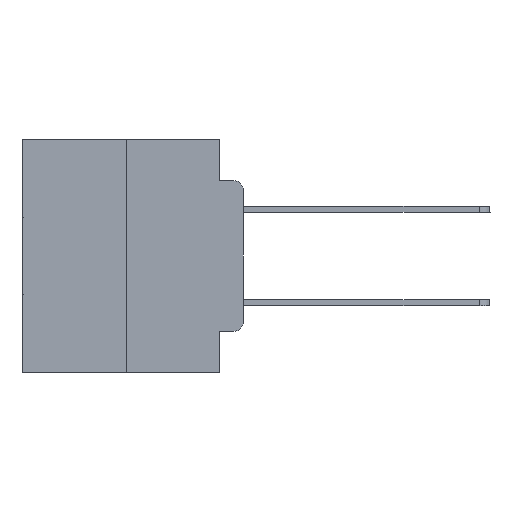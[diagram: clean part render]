
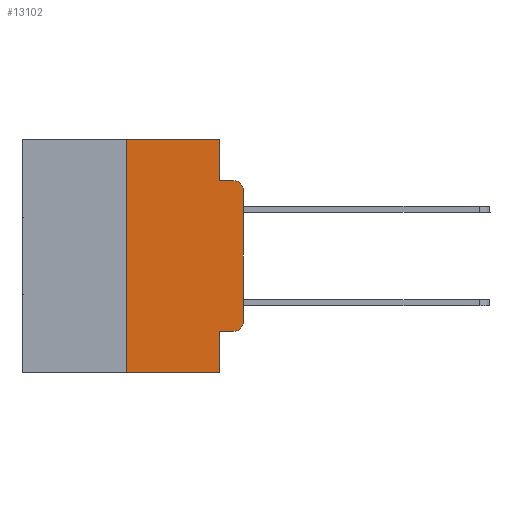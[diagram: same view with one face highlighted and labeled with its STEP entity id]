
A CAD part, left-side view. The second image highlights one B-rep face of the part: STEP entity #13102.
In plain terms, the highlighted planar face has unit normal (-1, 0, 0).
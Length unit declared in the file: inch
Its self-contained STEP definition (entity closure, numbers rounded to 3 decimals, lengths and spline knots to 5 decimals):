
#79 = DIRECTION ( 'NONE',  ( 0., 0., -1. ) ) ;
#102 = CARTESIAN_POINT ( 'NONE',  ( 0., 0.473, 0. ) ) ;
#177 = EDGE_CURVE ( 'NONE', #21727, #16801, #4907, .T. ) ;
#477 = VECTOR ( 'NONE', #18569, 39.37008 ) ;
#645 = VECTOR ( 'NONE', #1206, 39.37008 ) ;
#1206 = DIRECTION ( 'NONE',  ( 0., -1., 0. ) ) ;
#1220 = ORIENTED_EDGE ( 'NONE', *, *, #6703, .F. ) ;
#2151 = DIRECTION ( 'NONE',  ( 1., 0., 0. ) ) ;
#2641 = LINE ( 'NONE', #24576, #12624 ) ;
#2886 = CIRCLE ( 'NONE', #25314, 0.02 ) ;
#3529 = ORIENTED_EDGE ( 'NONE', *, *, #28187, .F. ) ;
#4440 = ORIENTED_EDGE ( 'NONE', *, *, #11658, .T. ) ;
#4575 = AXIS2_PLACEMENT_3D ( 'NONE', #9691, #27518, #11609 ) ;
#4659 = AXIS2_PLACEMENT_3D ( 'NONE', #26838, #2151, #79 ) ;
#4907 = LINE ( 'NONE', #102, #22036 ) ;
#5103 = DIRECTION ( 'NONE',  ( 0., 0., 1. ) ) ;
#6703 = EDGE_CURVE ( 'NONE', #16801, #12813, #2641, .T. ) ;
#7180 = VECTOR ( 'NONE', #19673, 39.37008 ) ;
#7636 = EDGE_CURVE ( 'NONE', #15567, #26422, #15834, .T. ) ;
#7707 = VERTEX_POINT ( 'NONE', #23143 ) ;
#8066 = ORIENTED_EDGE ( 'NONE', *, *, #27296, .T. ) ;
#9240 = DIRECTION ( 'NONE',  ( 0., -1., 0. ) ) ;
#9577 = CARTESIAN_POINT ( 'NONE',  ( 0., 0.051, -0.5 ) ) ;
#9654 = CARTESIAN_POINT ( 'NONE',  ( 0., 0.051, 0. ) ) ;
#9691 = CARTESIAN_POINT ( 'NONE',  ( 0., 0.02, -0.3915 ) ) ;
#9843 = FACE_OUTER_BOUND ( 'NONE', #19431, .T. ) ;
#10780 = CARTESIAN_POINT ( 'NONE',  ( 0., 0.051, -0.0885 ) ) ;
#11213 = DIRECTION ( 'NONE',  ( -1., 0., 0. ) ) ;
#11240 = VERTEX_POINT ( 'NONE', #9577 ) ;
#11284 = LINE ( 'NONE', #24867, #16736 ) ;
#11609 = DIRECTION ( 'NONE',  ( 0., 0., -1. ) ) ;
#11658 = EDGE_CURVE ( 'NONE', #26422, #20197, #17178, .T. ) ;
#11721 = DIRECTION ( 'NONE',  ( 0., 0., -1. ) ) ;
#12185 = EDGE_CURVE ( 'NONE', #20197, #24854, #11284, .T. ) ;
#12516 = VERTEX_POINT ( 'NONE', #24392 ) ;
#12624 = VECTOR ( 'NONE', #11721, 39.37008 ) ;
#12630 = ORIENTED_EDGE ( 'NONE', *, *, #18374, .F. ) ;
#12813 = VERTEX_POINT ( 'NONE', #10780 ) ;
#13102 = ADVANCED_FACE ( 'NONE', ( #9843 ), #26550, .F. ) ;
#13656 = ORIENTED_EDGE ( 'NONE', *, *, #7636, .T. ) ;
#13862 = CARTESIAN_POINT ( 'NONE',  ( 0., 0., -0.3915 ) ) ;
#13930 = LINE ( 'NONE', #22828, #28574 ) ;
#14646 = CARTESIAN_POINT ( 'NONE',  ( 0., 0., -0.1085 ) ) ;
#15567 = VERTEX_POINT ( 'NONE', #27266 ) ;
#15834 = LINE ( 'NONE', #23289, #645 ) ;
#16578 = ORIENTED_EDGE ( 'NONE', *, *, #12185, .T. ) ;
#16736 = VECTOR ( 'NONE', #5103, 39.37008 ) ;
#16801 = VERTEX_POINT ( 'NONE', #27165 ) ;
#17178 = CIRCLE ( 'NONE', #4575, 0.02 ) ;
#18237 = DIRECTION ( 'NONE',  ( 0., -1., 0. ) ) ;
#18374 = EDGE_CURVE ( 'NONE', #7707, #21727, #24220, .T. ) ;
#18569 = DIRECTION ( 'NONE',  ( 0., 0., -1. ) ) ;
#18920 = EDGE_CURVE ( 'NONE', #7707, #11240, #23901, .T. ) ;
#19431 = EDGE_LOOP ( 'NONE', ( #16578, #8066, #3529, #1220, #22966, #12630, #27064, #25086, #13656, #4440 ) ) ;
#19673 = DIRECTION ( 'NONE',  ( 0., -1., 0. ) ) ;
#20136 = DIRECTION ( 'NONE',  ( 0., 0., -1. ) ) ;
#20197 = VERTEX_POINT ( 'NONE', #13862 ) ;
#20776 = LINE ( 'NONE', #9654, #477 ) ;
#21162 = CARTESIAN_POINT ( 'NONE',  ( 0., 0.25, 0. ) ) ;
#21727 = VERTEX_POINT ( 'NONE', #21162 ) ;
#22036 = VECTOR ( 'NONE', #18237, 39.37008 ) ;
#22308 = CARTESIAN_POINT ( 'NONE',  ( 0., 0.02, -0.1085 ) ) ;
#22828 = CARTESIAN_POINT ( 'NONE',  ( 0., 0.051, -0.0885 ) ) ;
#22966 = ORIENTED_EDGE ( 'NONE', *, *, #177, .F. ) ;
#23143 = CARTESIAN_POINT ( 'NONE',  ( 0., 0.25, -0.5 ) ) ;
#23289 = CARTESIAN_POINT ( 'NONE',  ( 0., 0.051, -0.4115 ) ) ;
#23901 = LINE ( 'NONE', #28291, #7180 ) ;
#24036 = CARTESIAN_POINT ( 'NONE',  ( 0., 0.02, -0.4115 ) ) ;
#24220 = LINE ( 'NONE', #28022, #24455 ) ;
#24392 = CARTESIAN_POINT ( 'NONE',  ( 0., 0.02, -0.0885 ) ) ;
#24455 = VECTOR ( 'NONE', #26276, 39.37008 ) ;
#24576 = CARTESIAN_POINT ( 'NONE',  ( 0., 0.051, 0. ) ) ;
#24854 = VERTEX_POINT ( 'NONE', #14646 ) ;
#24867 = CARTESIAN_POINT ( 'NONE',  ( 0., 0., 0. ) ) ;
#25086 = ORIENTED_EDGE ( 'NONE', *, *, #25236, .F. ) ;
#25236 = EDGE_CURVE ( 'NONE', #15567, #11240, #20776, .T. ) ;
#25314 = AXIS2_PLACEMENT_3D ( 'NONE', #22308, #11213, #20136 ) ;
#26276 = DIRECTION ( 'NONE',  ( 0., 0., 1. ) ) ;
#26422 = VERTEX_POINT ( 'NONE', #24036 ) ;
#26550 = PLANE ( 'NONE',  #4659 ) ;
#26838 = CARTESIAN_POINT ( 'NONE',  ( 0., 0.473, 0. ) ) ;
#27064 = ORIENTED_EDGE ( 'NONE', *, *, #18920, .T. ) ;
#27165 = CARTESIAN_POINT ( 'NONE',  ( 0., 0.051, 0. ) ) ;
#27266 = CARTESIAN_POINT ( 'NONE',  ( 0., 0.051, -0.4115 ) ) ;
#27296 = EDGE_CURVE ( 'NONE', #24854, #12516, #2886, .T. ) ;
#27518 = DIRECTION ( 'NONE',  ( -1., 0., 0. ) ) ;
#28022 = CARTESIAN_POINT ( 'NONE',  ( 0., 0.25, 0. ) ) ;
#28187 = EDGE_CURVE ( 'NONE', #12813, #12516, #13930, .T. ) ;
#28291 = CARTESIAN_POINT ( 'NONE',  ( 0., 0.473, -0.5 ) ) ;
#28574 = VECTOR ( 'NONE', #9240, 39.37008 ) ;
